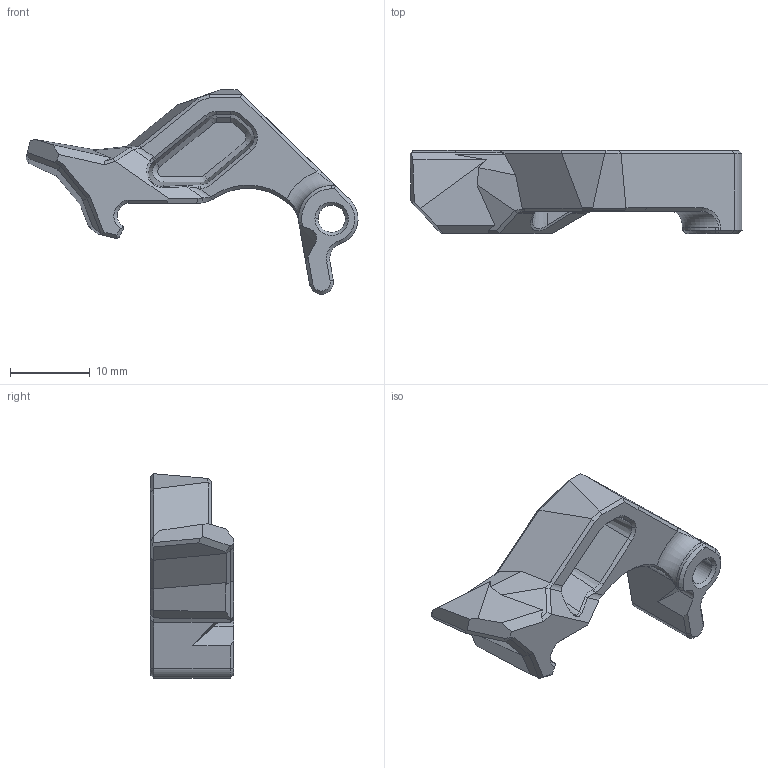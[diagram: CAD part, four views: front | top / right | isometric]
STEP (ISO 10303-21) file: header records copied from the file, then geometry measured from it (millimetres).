
FILE_DESCRIPTION (( 'STEP AP203' ), '1' );
FILE_NAME ('[a]_latch_ecas.STEP', '2024-04-02T13:05:03', ( '' ), ( '' ), 'SwSTEP 2.0', 'SolidWorks 2023', '' );
FILE_SCHEMA (( 'CONFIG_CONTROL_DESIGN' ));
Length unit declared in the file: millimetre
Products named in the file (1): [a]_latch_ecas
Bounding box: 41.6 x 10.4 x 25.64 mm (x, y, z)
Volume: 2876.6 mm3; surface area: 2052.5 mm2
Topology: 1 solids, 1 shells, 162 faces, 411 edges, 248 vertices
Faces by surface type: plane 91, cone 40, cylinder 17, bspline 13, torus 1
Entity records: 5623 total; most frequent: CARTESIAN_POINT 1797, ORIENTED_EDGE 816, DIRECTION 718, EDGE_CURVE 408, LINE 280, VECTOR 280, VERTEX_POINT 248, AXIS2_PLACEMENT_3D 219
